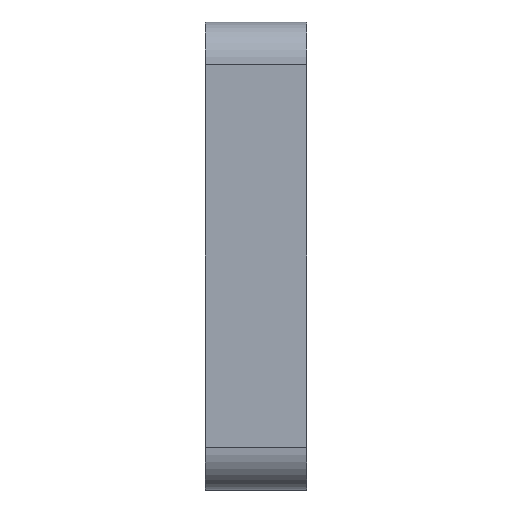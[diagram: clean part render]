
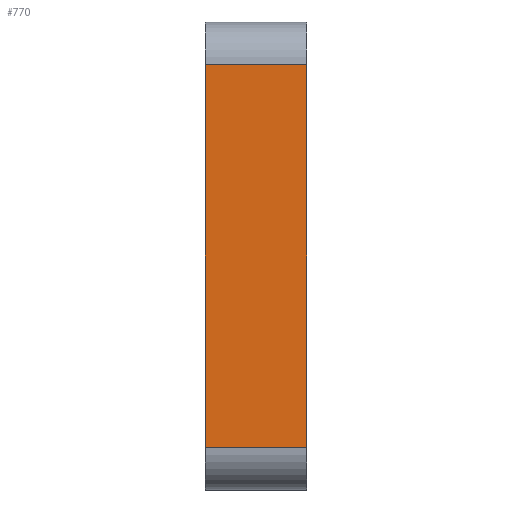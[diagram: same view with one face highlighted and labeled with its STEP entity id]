
A CAD part, left-side view. The second image highlights one B-rep face of the part: STEP entity #770.
In plain terms, the highlighted planar face has unit normal (-1, 0, 0).
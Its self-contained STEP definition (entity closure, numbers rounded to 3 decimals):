
#37=PLANE('',#860);
#72=FACE_OUTER_BOUND('',#110,.T.);
#110=EDGE_LOOP('',(#617,#618,#619,#620));
#182=LINE('',#1294,#250);
#183=LINE('',#1297,#251);
#184=LINE('',#1299,#252);
#185=LINE('',#1300,#253);
#250=VECTOR('',#1064,10.);
#251=VECTOR('',#1067,10.);
#252=VECTOR('',#1068,10.);
#253=VECTOR('',#1069,10.);
#369=VERTEX_POINT('',#1287);
#372=VERTEX_POINT('',#1292);
#373=VERTEX_POINT('',#1296);
#374=VERTEX_POINT('',#1298);
#476=EDGE_CURVE('',#369,#372,#182,.T.);
#477=EDGE_CURVE('',#373,#369,#183,.T.);
#478=EDGE_CURVE('',#374,#372,#184,.T.);
#479=EDGE_CURVE('',#373,#374,#185,.T.);
#617=ORIENTED_EDGE('',*,*,#477,.T.);
#618=ORIENTED_EDGE('',*,*,#476,.T.);
#619=ORIENTED_EDGE('',*,*,#478,.F.);
#620=ORIENTED_EDGE('',*,*,#479,.F.);
#770=ADVANCED_FACE('',(#72),#37,.T.);
#860=AXIS2_PLACEMENT_3D('',#1295,#1065,#1066);
#1064=DIRECTION('',(0.,1.,0.));
#1065=DIRECTION('center_axis',(-1.,0.,0.));
#1066=DIRECTION('ref_axis',(0.,0.,1.));
#1067=DIRECTION('',(0.,0.,1.));
#1068=DIRECTION('',(0.,0.,1.));
#1069=DIRECTION('',(0.,1.,0.));
#1287=CARTESIAN_POINT('',(-31.,0.,24.535));
#1292=CARTESIAN_POINT('',(-31.,13.,24.535));
#1294=CARTESIAN_POINT('',(-31.,0.,24.535));
#1295=CARTESIAN_POINT('Origin',(-31.,0.,-24.535));
#1296=CARTESIAN_POINT('',(-31.,0.,-24.535));
#1297=CARTESIAN_POINT('',(-31.,0.,-24.535));
#1298=CARTESIAN_POINT('',(-31.,13.,-24.535));
#1299=CARTESIAN_POINT('',(-31.,13.,-24.535));
#1300=CARTESIAN_POINT('',(-31.,0.,-24.535));
